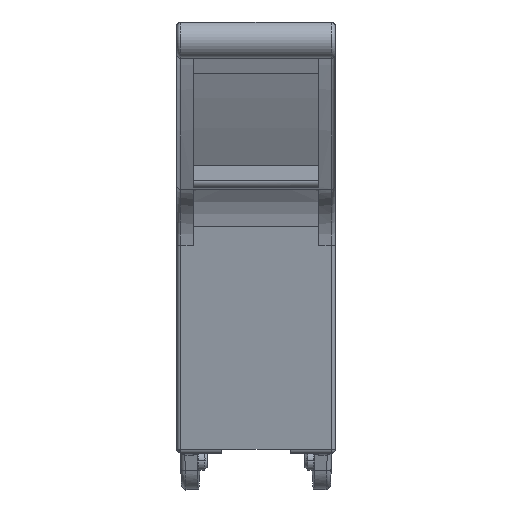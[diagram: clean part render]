
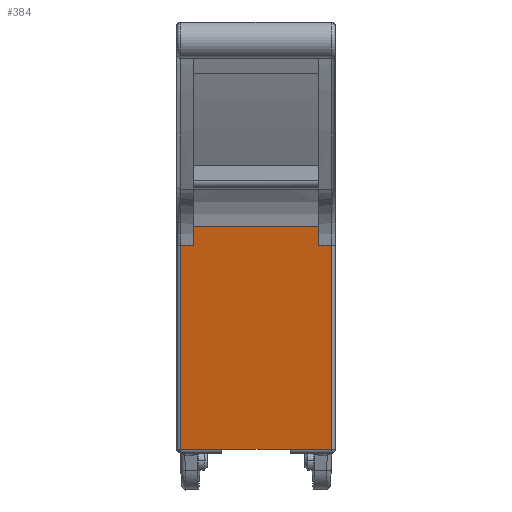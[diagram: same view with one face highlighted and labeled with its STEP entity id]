
A CAD part, front view. The second image highlights one B-rep face of the part: STEP entity #384.
In plain terms, the highlighted planar face has unit normal (0, -0.985, -0.174).
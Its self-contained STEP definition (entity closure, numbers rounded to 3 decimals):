
#300=AXIS2_PLACEMENT_3D('Plane Axis2P3D',#297,#298,#299) ;
#108=CARTESIAN_POINT('Vertex',(1.2,98.23,18.919)) ;
#111=CARTESIAN_POINT('Line Origine',(5.7,98.23,18.919)) ;
#115=CARTESIAN_POINT('Vertex',(10.2,98.23,18.919)) ;
#278=CARTESIAN_POINT('Line Origine',(1.2,98.35,18.238)) ;
#282=CARTESIAN_POINT('Vertex',(1.2,98.47,17.557)) ;
#297=CARTESIAN_POINT('Axis2P3D Location',(5.7,101.1,2.641)) ;
#302=CARTESIAN_POINT('Line Origine',(9.625,101.056,2.889)) ;
#306=CARTESIAN_POINT('Vertex',(11.1,101.056,2.889)) ;
#308=CARTESIAN_POINT('Vertex',(8.15,101.056,2.889)) ;
#311=CARTESIAN_POINT('Line Origine',(11.1,99.763,10.223)) ;
#315=CARTESIAN_POINT('Vertex',(11.1,98.47,17.557)) ;
#318=CARTESIAN_POINT('Line Origine',(10.65,98.47,17.557)) ;
#322=CARTESIAN_POINT('Vertex',(10.2,98.47,17.557)) ;
#325=CARTESIAN_POINT('Line Origine',(10.2,98.35,18.238)) ;
#330=CARTESIAN_POINT('Line Origine',(0.75,98.47,17.557)) ;
#334=CARTESIAN_POINT('Vertex',(0.3,98.47,17.557)) ;
#337=CARTESIAN_POINT('Line Origine',(0.3,99.763,10.223)) ;
#341=CARTESIAN_POINT('Vertex',(0.3,101.056,2.889)) ;
#344=CARTESIAN_POINT('Line Origine',(1.775,101.056,2.889)) ;
#348=CARTESIAN_POINT('Vertex',(3.25,101.056,2.889)) ;
#351=CARTESIAN_POINT('Line Origine',(3.25,101.052,2.915)) ;
#355=CARTESIAN_POINT('Vertex',(3.25,101.047,2.941)) ;
#358=CARTESIAN_POINT('Line Origine',(5.7,101.047,2.941)) ;
#362=CARTESIAN_POINT('Vertex',(8.15,101.047,2.941)) ;
#365=CARTESIAN_POINT('Line Origine',(8.15,101.052,2.915)) ;
#112=DIRECTION('Vector Direction',(-1.,0.,0.)) ;
#279=DIRECTION('Vector Direction',(0.,-0.174,0.985)) ;
#298=DIRECTION('Axis2P3D Direction',(0.,-0.985,-0.174)) ;
#299=DIRECTION('Axis2P3D XDirection',(0.,-0.174,0.985)) ;
#303=DIRECTION('Vector Direction',(-1.,0.,0.)) ;
#312=DIRECTION('Vector Direction',(0.,-0.174,0.985)) ;
#319=DIRECTION('Vector Direction',(1.,0.,0.)) ;
#326=DIRECTION('Vector Direction',(0.,-0.174,0.985)) ;
#331=DIRECTION('Vector Direction',(1.,0.,0.)) ;
#338=DIRECTION('Vector Direction',(0.,-0.174,0.985)) ;
#345=DIRECTION('Vector Direction',(-1.,0.,0.)) ;
#352=DIRECTION('Vector Direction',(0.,-0.174,0.985)) ;
#359=DIRECTION('Vector Direction',(1.,0.,0.)) ;
#366=DIRECTION('Vector Direction',(0.,-0.174,0.985)) ;
#113=VECTOR('Line Direction',#112,1.) ;
#280=VECTOR('Line Direction',#279,1.) ;
#304=VECTOR('Line Direction',#303,1.) ;
#313=VECTOR('Line Direction',#312,1.) ;
#320=VECTOR('Line Direction',#319,1.) ;
#327=VECTOR('Line Direction',#326,1.) ;
#332=VECTOR('Line Direction',#331,1.) ;
#339=VECTOR('Line Direction',#338,1.) ;
#346=VECTOR('Line Direction',#345,1.) ;
#353=VECTOR('Line Direction',#352,1.) ;
#360=VECTOR('Line Direction',#359,1.) ;
#367=VECTOR('Line Direction',#366,1.) ;
#371=ORIENTED_EDGE('',*,*,#310,.F.) ;
#372=ORIENTED_EDGE('',*,*,#317,.T.) ;
#373=ORIENTED_EDGE('',*,*,#324,.F.) ;
#374=ORIENTED_EDGE('',*,*,#329,.T.) ;
#375=ORIENTED_EDGE('',*,*,#117,.F.) ;
#376=ORIENTED_EDGE('',*,*,#284,.F.) ;
#377=ORIENTED_EDGE('',*,*,#336,.F.) ;
#378=ORIENTED_EDGE('',*,*,#343,.F.) ;
#379=ORIENTED_EDGE('',*,*,#350,.F.) ;
#380=ORIENTED_EDGE('',*,*,#357,.T.) ;
#381=ORIENTED_EDGE('',*,*,#364,.T.) ;
#382=ORIENTED_EDGE('',*,*,#369,.F.) ;
#384=ADVANCED_FACE('SWMA',(#383),#301,.T.) ;
#117=EDGE_CURVE('',#109,#116,#114,.F.) ;
#284=EDGE_CURVE('',#283,#109,#281,.T.) ;
#310=EDGE_CURVE('',#307,#309,#305,.T.) ;
#317=EDGE_CURVE('',#307,#316,#314,.T.) ;
#324=EDGE_CURVE('',#323,#316,#321,.T.) ;
#329=EDGE_CURVE('',#323,#116,#328,.T.) ;
#336=EDGE_CURVE('',#335,#283,#333,.T.) ;
#343=EDGE_CURVE('',#342,#335,#340,.T.) ;
#350=EDGE_CURVE('',#349,#342,#347,.T.) ;
#357=EDGE_CURVE('',#349,#356,#354,.T.) ;
#364=EDGE_CURVE('',#356,#363,#361,.T.) ;
#369=EDGE_CURVE('',#309,#363,#368,.T.) ;
#370=EDGE_LOOP('',(#371,#372,#373,#374,#375,#376,#377,#378,#379,#380,#381,#382)) ;
#383=FACE_OUTER_BOUND('',#370,.T.) ;
#114=LINE('Line',#111,#113) ;
#281=LINE('Line',#278,#280) ;
#305=LINE('Line',#302,#304) ;
#314=LINE('Line',#311,#313) ;
#321=LINE('Line',#318,#320) ;
#328=LINE('Line',#325,#327) ;
#333=LINE('Line',#330,#332) ;
#340=LINE('Line',#337,#339) ;
#347=LINE('Line',#344,#346) ;
#354=LINE('Line',#351,#353) ;
#361=LINE('Line',#358,#360) ;
#368=LINE('Line',#365,#367) ;
#301=PLANE('',#300) ;
#109=VERTEX_POINT('',#108) ;
#116=VERTEX_POINT('',#115) ;
#283=VERTEX_POINT('',#282) ;
#307=VERTEX_POINT('',#306) ;
#309=VERTEX_POINT('',#308) ;
#316=VERTEX_POINT('',#315) ;
#323=VERTEX_POINT('',#322) ;
#335=VERTEX_POINT('',#334) ;
#342=VERTEX_POINT('',#341) ;
#349=VERTEX_POINT('',#348) ;
#356=VERTEX_POINT('',#355) ;
#363=VERTEX_POINT('',#362) ;
